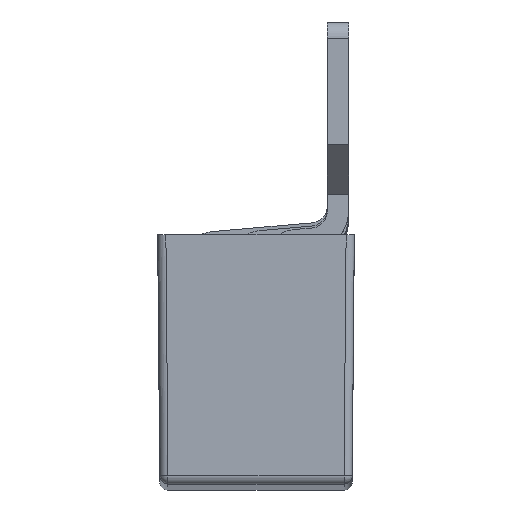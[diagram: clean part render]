
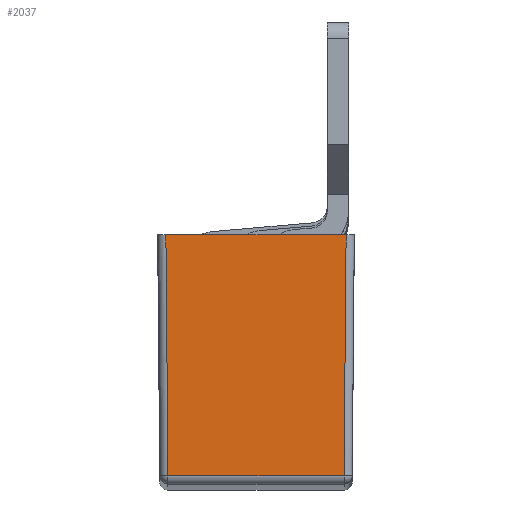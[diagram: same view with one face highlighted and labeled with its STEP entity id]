
A CAD part, top view. The second image highlights one B-rep face of the part: STEP entity #2037.
In plain terms, the highlighted planar face has unit normal (0, -0.009, 1).
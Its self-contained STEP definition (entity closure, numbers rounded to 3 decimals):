
#125=DIRECTION('',(-1.,0.,0.));
#126=VECTOR('',#125,11.);
#127=CARTESIAN_POINT('',(11.5,0.,
209.863));
#128=LINE('',#127,#126);
#229=DIRECTION('',(-0.009,-1.,-0.009));
#230=VECTOR('',#229,14.705);
#231=CARTESIAN_POINT('',(11.5,0.,
209.863));
#232=LINE('',#231,#230);
#236=DIRECTION('',(-0.009,1.,0.009));
#237=VECTOR('',#236,14.705);
#238=CARTESIAN_POINT('',(0.628,-14.704,209.734));
#239=LINE('',#238,#237);
#243=CARTESIAN_POINT('',(11.5,0.,209.863));
#465=DIRECTION('',(1.,0.,0.));
#466=VECTOR('',#465,10.744);
#467=CARTESIAN_POINT('',(0.628,-14.704,209.734));
#468=LINE('',#467,#466);
#1646=VERTEX_POINT('',#243);
#1647=CARTESIAN_POINT('',(0.5,0.,
209.863));
#1648=VERTEX_POINT('',#1647);
#1669=CARTESIAN_POINT('',(0.628,-14.704,
209.734));
#1670=VERTEX_POINT('',#1669);
#1673=CARTESIAN_POINT('',(11.372,-14.704,209.734));
#1674=VERTEX_POINT('',#1673);
#2024=CARTESIAN_POINT('',(6.,-7.563,209.797));
#2025=DIRECTION('',(0.,-0.009,1.));
#2026=DIRECTION('',(1.,0.,0.));
#2027=AXIS2_PLACEMENT_3D('',#2024,#2025,#2026);
#2028=PLANE('',#2027);
#2030=ORIENTED_EDGE('',*,*,#2029,.T.);
#2032=ORIENTED_EDGE('',*,*,#2031,.F.);
#2033=ORIENTED_EDGE('',*,*,#2007,.T.);
#2034=ORIENTED_EDGE('',*,*,#1885,.F.);
#2035=EDGE_LOOP('',(#2030,#2032,#2033,#2034));
#2036=FACE_OUTER_BOUND('',#2035,.F.);
#1885=EDGE_CURVE('',#1646,#1648,#128,.T.);
#2007=EDGE_CURVE('',#1670,#1648,#239,.T.);
#2029=EDGE_CURVE('',#1646,#1674,#232,.T.);
#2031=EDGE_CURVE('',#1670,#1674,#468,.T.);
#2037=ADVANCED_FACE('',(#2036),#2028,.T.);
